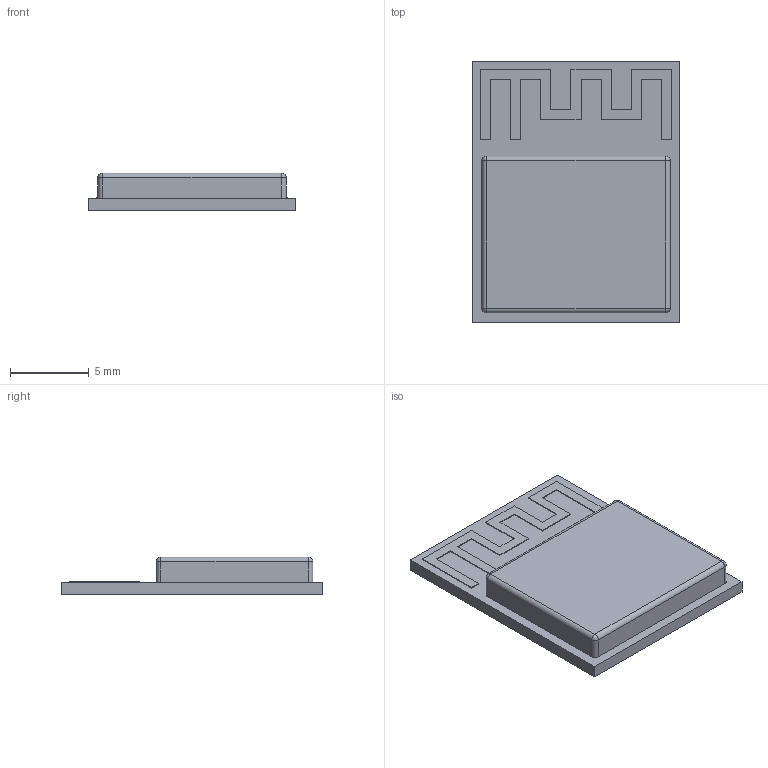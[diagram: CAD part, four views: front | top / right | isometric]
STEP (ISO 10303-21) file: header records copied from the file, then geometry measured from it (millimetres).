
FILE_DESCRIPTION(('Open CASCADE Model'),'2;1');
FILE_NAME('Open CASCADE Shape Model','2026-01-17T12:53:22',('Author'),('Open CASCADE'),'Open CASCADE STEP processor 7.8','Open CASCADE 7.8','Unknown');
FILE_SCHEMA(('AUTOMOTIVE_DESIGN { 1 0 10303 214 1 1 1 1 }'));
Length unit declared in the file: millimetre
Products named in the file (1): ESP32-PICO-MINI-02
Bounding box: 13.2 x 16.6 x 2.4 mm (x, y, z)
Volume: 365.7 mm3; surface area: 553 mm2
Topology: 1 solids, 1 shells, 52 faces, 136 edges, 84 vertices
Faces by surface type: plane 40, cylinder 8, sphere 4
Entity records: 1052 total; most frequent: ORIENTED_EDGE 210, EDGE_CURVE 132, LINE 116, CARTESIAN_POINT 105, VERTEX_POINT 84, AXIS2_PLACEMENT_3D 67, FACE_BOUND 54, EDGE_LOOP 54
